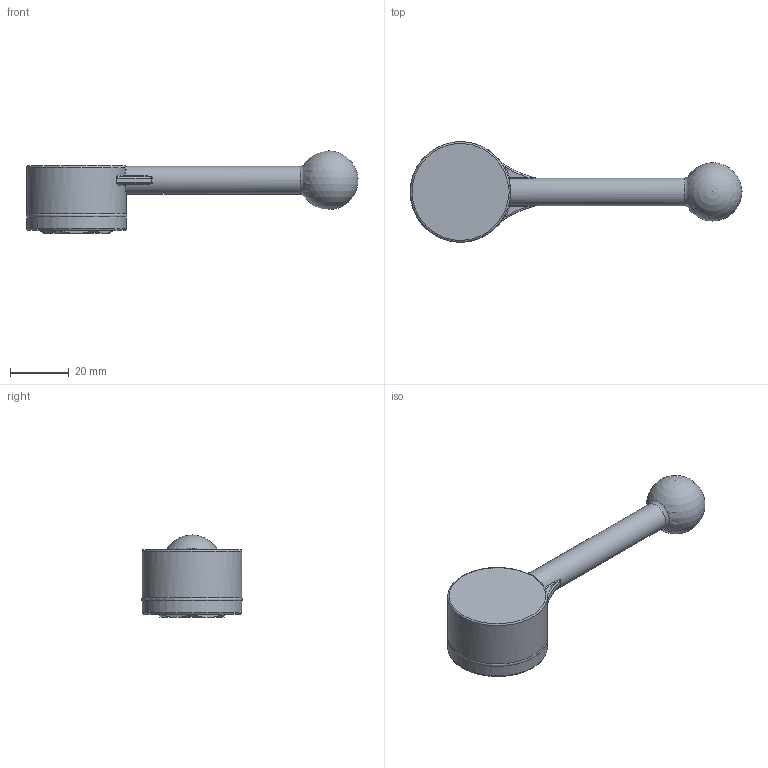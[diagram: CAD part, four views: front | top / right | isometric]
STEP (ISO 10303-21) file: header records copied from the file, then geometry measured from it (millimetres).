
FILE_DESCRIPTION( ( 'Unknown' ), '1' );
FILE_NAME( '7744035_E113_M14.stp', 'Unknown', ( 'Unknown' ), ( 'Unknown' ), 'PSStep 14.0', 'Unknown', ' ' );
FILE_SCHEMA( ( 'AUTOMOTIVE_DESIGN { 1 0 10303 214 1 1 1 1 }' ) );
Length unit declared in the file: millimetre
Products named in the file (1): 1
Bounding box: 113.19 x 34.4 x 28 mm (x, y, z)
Volume: 25409.4 mm3; surface area: 10428.4 mm2
Topology: 1 solids, 1 shells, 65 faces, 166 edges, 104 vertices
Faces by surface type: plane 19, cylinder 14, bspline 13, torus 12, cone 6, sphere 1
Full cylindrical faces by diameter (mm): 9.5 x1, 11.835 x1, 25.5 x1, 34 x2
Entity records: 6174 total; most frequent: CARTESIAN_POINT 4257, ORIENTED_EDGE 300, DIRECTION 262, EDGE_CURVE 150, AXIS2_PLACEMENT_3D 111, VERTEX_POINT 97, EDGE_LOOP 75, FACE_OUTER_BOUND 72
